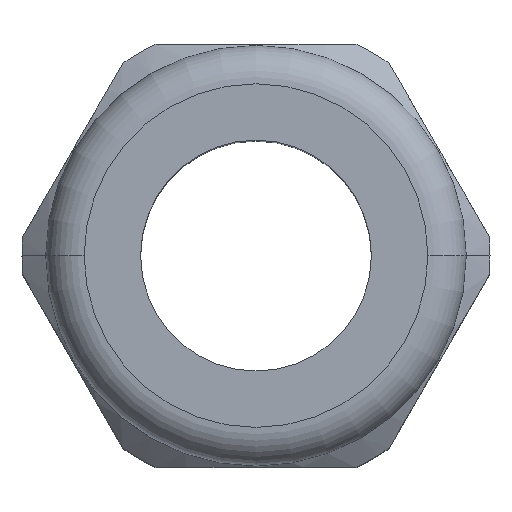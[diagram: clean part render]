
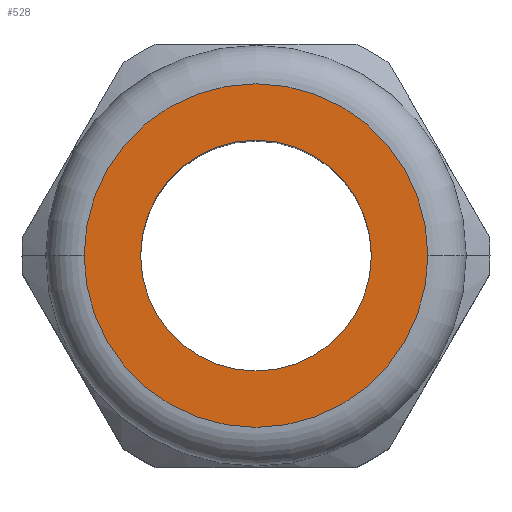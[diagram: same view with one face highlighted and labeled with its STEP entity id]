
A CAD part, top view. The second image highlights one B-rep face of the part: STEP entity #528.
In plain terms, the highlighted planar face has unit normal (0, 0, 1).
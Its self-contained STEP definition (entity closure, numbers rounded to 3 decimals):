
#3 = VERTEX_POINT ( 'NONE', #77 ) ;
#7 = EDGE_CURVE ( 'NONE', #3, #20, #727, .T. ) ;
#20 = VERTEX_POINT ( 'NONE', #743 ) ;
#77 = CARTESIAN_POINT ( 'NONE',  ( 9., 0., 42. ) ) ;
#92 = EDGE_CURVE ( 'NONE', #95, #118, #557, .T. ) ;
#95 = VERTEX_POINT ( 'NONE', #556 ) ;
#118 = VERTEX_POINT ( 'NONE', #911 ) ;
#418 = ORIENTED_EDGE ( 'NONE', *, *, #92, .T. ) ;
#440 = ORIENTED_EDGE ( 'NONE', *, *, #7, .T. ) ;
#441 = ORIENTED_EDGE ( 'NONE', *, *, #443, .T. ) ;
#442 = ORIENTED_EDGE ( 'NONE', *, *, #523, .T. ) ;
#443 = EDGE_CURVE ( 'NONE', #20, #3, #1177, .T. ) ;
#444 = EDGE_LOOP ( 'NONE', ( #418, #442 ) ) ;
#518 = EDGE_LOOP ( 'NONE', ( #441, #440 ) ) ;
#523 = EDGE_CURVE ( 'NONE', #118, #95, #1142, .T. ) ;
#528 = ADVANCED_FACE ( 'NONE', ( #1136, #1194 ), #1190, .T. ) ;
#556 = CARTESIAN_POINT ( 'NONE',  ( 13.4, 0., 42. ) ) ;
#557 = CIRCLE ( 'NONE', #687, 13.4 ) ;
#594 = DIRECTION ( 'NONE',  ( -1., 0., 0. ) ) ;
#595 = DIRECTION ( 'NONE',  ( 0., 0., -1. ) ) ;
#684 = DIRECTION ( 'NONE',  ( 1., 0., 0. ) ) ;
#685 = DIRECTION ( 'NONE',  ( 0., 0., 1. ) ) ;
#686 = CARTESIAN_POINT ( 'NONE',  ( 0., 0., 42. ) ) ;
#687 = AXIS2_PLACEMENT_3D ( 'NONE', #686, #685, #684 ) ;
#725 = CARTESIAN_POINT ( 'NONE',  ( 0., 0., 42. ) ) ;
#726 = AXIS2_PLACEMENT_3D ( 'NONE', #725, #595, #594 ) ;
#727 = CIRCLE ( 'NONE', #726, 9. ) ;
#743 = CARTESIAN_POINT ( 'NONE',  ( -9., 0., 42. ) ) ;
#911 = CARTESIAN_POINT ( 'NONE',  ( -13.4, 0., 42. ) ) ;
#1125 = DIRECTION ( 'NONE',  ( 1., 0., 0. ) ) ;
#1135 = AXIS2_PLACEMENT_3D ( 'NONE', #1141, #1167, #1125 ) ;
#1136 = FACE_BOUND ( 'NONE', #518, .T. ) ;
#1137 = DIRECTION ( 'NONE',  ( 1., 0., 0. ) ) ;
#1138 = DIRECTION ( 'NONE',  ( 0., 0., 1. ) ) ;
#1139 = CARTESIAN_POINT ( 'NONE',  ( 0., 0., 42. ) ) ;
#1140 = AXIS2_PLACEMENT_3D ( 'NONE', #1139, #1138, #1137 ) ;
#1141 = CARTESIAN_POINT ( 'NONE',  ( 0., 0., 42. ) ) ;
#1142 = CIRCLE ( 'NONE', #1140, 13.4 ) ;
#1167 = DIRECTION ( 'NONE',  ( 0., 0., 1. ) ) ;
#1174 = CARTESIAN_POINT ( 'NONE',  ( 0., 0., 42. ) ) ;
#1175 = AXIS2_PLACEMENT_3D ( 'NONE', #1174, #1262, #1261 ) ;
#1177 = CIRCLE ( 'NONE', #1175, 9. ) ;
#1190 = PLANE ( 'NONE',  #1135 ) ;
#1194 = FACE_OUTER_BOUND ( 'NONE', #444, .T. ) ;
#1261 = DIRECTION ( 'NONE',  ( -1., 0., 0. ) ) ;
#1262 = DIRECTION ( 'NONE',  ( 0., 0., -1. ) ) ;
